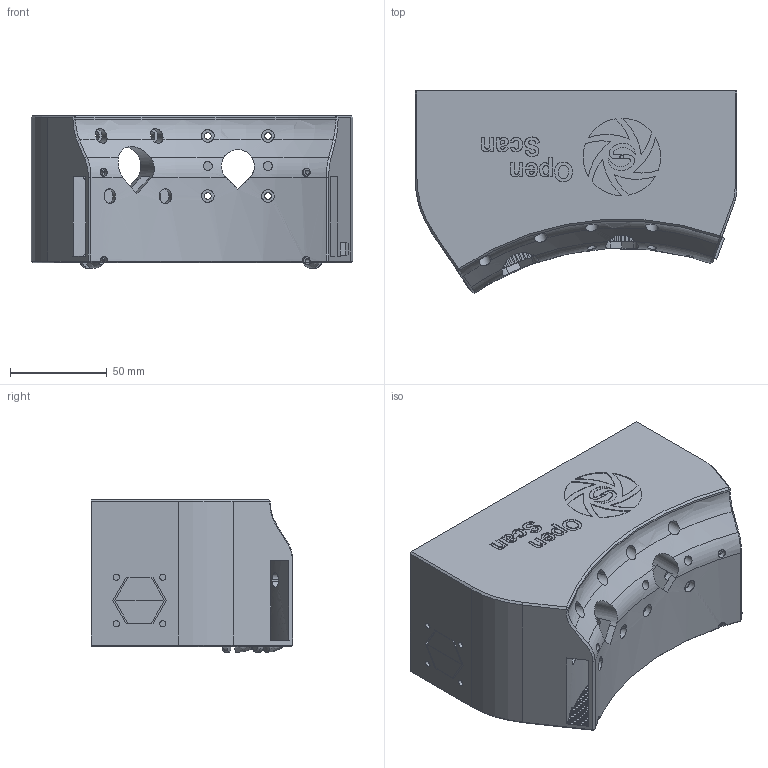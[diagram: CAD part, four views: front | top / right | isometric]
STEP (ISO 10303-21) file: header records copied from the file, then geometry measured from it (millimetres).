
FILE_DESCRIPTION(('FreeCAD Model'),'2;1');
FILE_NAME('Open CASCADE Shape Model','2024-11-10T11:18:36',('Author'),( ''),'Open CASCADE STEP processor 7.7','FreeCAD','Unknown');
FILE_SCHEMA(('AUTOMOTIVE_DESIGN { 1 0 10303 214 1 1 1 1 }'));
Length unit declared in the file: millimetre
Products named in the file (1): 1-base
Bounding box: 166.02 x 104.05 x 78.8 mm (x, y, z)
Volume: 161076.4 mm3; surface area: 95381.5 mm2
Topology: 1 solids, 1 shells, 827 faces, 2348 edges, 1528 vertices
Faces by surface type: plane 488, extrusion 145, cylinder 134, cone 28, bspline 14, torus 12, sphere 4, revolution 2
Full cylindrical faces by diameter (mm): 1.25 x2, 1.8 x4, 2.2 x4, 3.2 x4, 3.4 x4, 4.2 x2, 4.6 x7, 6.5 x6, 9 x2
Entity records: 30431 total; most frequent: CARTESIAN_POINT 9114, ORIENTED_EDGE 4686, DIRECTION 4033, EDGE_CURVE 2342, VERTEX_POINT 1528, VECTOR 1439, AXIS2_PLACEMENT_3D 1296, LINE 1294
